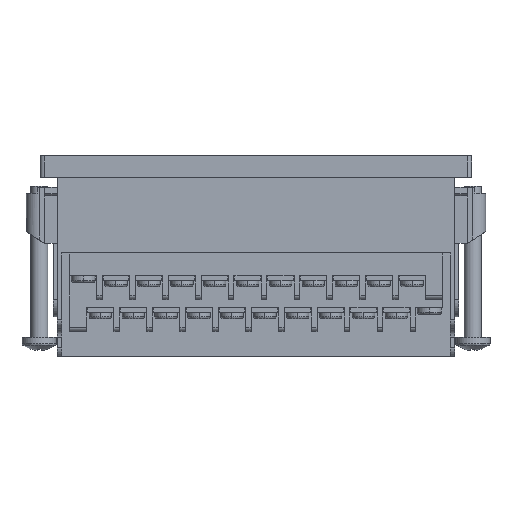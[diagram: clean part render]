
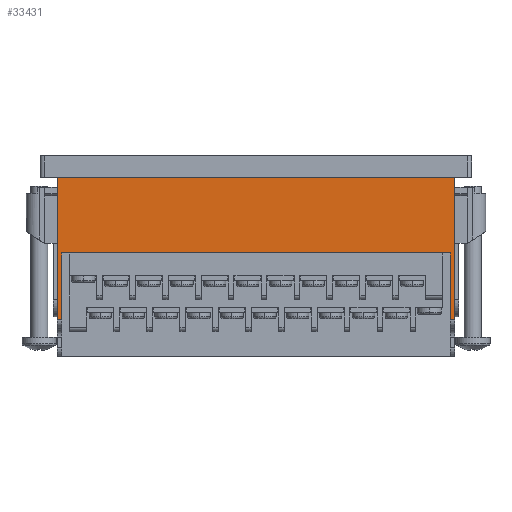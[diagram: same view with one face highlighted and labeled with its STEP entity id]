
A CAD part, front view. The second image highlights one B-rep face of the part: STEP entity #33431.
In plain terms, the highlighted planar face has unit normal (0, -1, 0).
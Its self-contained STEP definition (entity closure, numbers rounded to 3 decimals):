
#227 = DIRECTION ( 'NONE',  ( 0., 0., 1. ) ) ;
#1276 = VECTOR ( 'NONE', #25763, 1000. ) ;
#2300 = VECTOR ( 'NONE', #60189, 1000. ) ;
#2317 = ORIENTED_EDGE ( 'NONE', *, *, #47112, .F. ) ;
#3386 = VECTOR ( 'NONE', #29195, 1000. ) ;
#4356 = VERTEX_POINT ( 'NONE', #28005 ) ;
#5552 = CARTESIAN_POINT ( 'NONE',  ( -46., -46., -3. ) ) ;
#6006 = CARTESIAN_POINT ( 'NONE',  ( -46., -46., -38. ) ) ;
#6275 = VECTOR ( 'NONE', #31848, 1000. ) ;
#7589 = CARTESIAN_POINT ( 'NONE',  ( -45., -46., -46.5 ) ) ;
#9077 = ORIENTED_EDGE ( 'NONE', *, *, #46260, .F. ) ;
#9105 = EDGE_CURVE ( 'NONE', #10728, #57122, #51274, .T. ) ;
#10305 = VECTOR ( 'NONE', #46696, 1000. ) ;
#10728 = VERTEX_POINT ( 'NONE', #57435 ) ;
#11474 = VECTOR ( 'NONE', #12370, 1000. ) ;
#12370 = DIRECTION ( 'NONE',  ( 0., 0., -1. ) ) ;
#12789 = VECTOR ( 'NONE', #26458, 1000. ) ;
#15612 = CARTESIAN_POINT ( 'NONE',  ( 46., -46., -3. ) ) ;
#15776 = EDGE_LOOP ( 'NONE', ( #35958, #24187, #55267, #9077, #2317, #27182, #26585, #22764 ) ) ;
#19040 = CARTESIAN_POINT ( 'NONE',  ( 46., -46., -46.5 ) ) ;
#20256 = CARTESIAN_POINT ( 'NONE',  ( 45., -46., -22.5 ) ) ;
#20997 = VERTEX_POINT ( 'NONE', #20256 ) ;
#21036 = CARTESIAN_POINT ( 'NONE',  ( 46., -46., -22.5 ) ) ;
#22764 = ORIENTED_EDGE ( 'NONE', *, *, #53683, .F. ) ;
#22920 = LINE ( 'NONE', #55991, #10305 ) ;
#23818 = DIRECTION ( 'NONE',  ( 0., 0., 1. ) ) ;
#24187 = ORIENTED_EDGE ( 'NONE', *, *, #38000, .F. ) ;
#25763 = DIRECTION ( 'NONE',  ( -1., 0., 0. ) ) ;
#26057 = CARTESIAN_POINT ( 'NONE',  ( 45., -46., -38. ) ) ;
#26224 = VERTEX_POINT ( 'NONE', #15612 ) ;
#26458 = DIRECTION ( 'NONE',  ( 0., 0., 1. ) ) ;
#26585 = ORIENTED_EDGE ( 'NONE', *, *, #57769, .F. ) ;
#27182 = ORIENTED_EDGE ( 'NONE', *, *, #9105, .F. ) ;
#28005 = CARTESIAN_POINT ( 'NONE',  ( -45., -46., -22.5 ) ) ;
#28590 = DIRECTION ( 'NONE',  ( 0., 1., 0. ) ) ;
#28946 = CARTESIAN_POINT ( 'NONE',  ( 46., -46., -38. ) ) ;
#29195 = DIRECTION ( 'NONE',  ( 0., 0., 1. ) ) ;
#30483 = VECTOR ( 'NONE', #23818, 1000. ) ;
#31070 = CARTESIAN_POINT ( 'NONE',  ( 45., -46., -46.5 ) ) ;
#31527 = LINE ( 'NONE', #50680, #6275 ) ;
#31848 = DIRECTION ( 'NONE',  ( -1., 0., 0. ) ) ;
#32018 = LINE ( 'NONE', #19040, #30483 ) ;
#32795 = FACE_OUTER_BOUND ( 'NONE', #15776, .T. ) ;
#33431 = ADVANCED_FACE ( 'NONE', ( #32795 ), #37950, .F. ) ;
#35958 = ORIENTED_EDGE ( 'NONE', *, *, #55504, .F. ) ;
#37950 = PLANE ( 'NONE',  #47973 ) ;
#38000 = EDGE_CURVE ( 'NONE', #53482, #58803, #31527, .T. ) ;
#39090 = LINE ( 'NONE', #21036, #1276 ) ;
#39697 = LINE ( 'NONE', #57568, #3386 ) ;
#41186 = EDGE_CURVE ( 'NONE', #53482, #26224, #32018, .T. ) ;
#46260 = EDGE_CURVE ( 'NONE', #48735, #26224, #22920, .T. ) ;
#46696 = DIRECTION ( 'NONE',  ( 1., 0., 0. ) ) ;
#47112 = EDGE_CURVE ( 'NONE', #57122, #48735, #39697, .T. ) ;
#47973 = AXIS2_PLACEMENT_3D ( 'NONE', #56985, #28590, #227 ) ;
#48735 = VERTEX_POINT ( 'NONE', #5552 ) ;
#49274 = LINE ( 'NONE', #7589, #11474 ) ;
#50585 = LINE ( 'NONE', #31070, #12789 ) ;
#50680 = CARTESIAN_POINT ( 'NONE',  ( 46., -46., -38. ) ) ;
#51274 = LINE ( 'NONE', #55420, #2300 ) ;
#53482 = VERTEX_POINT ( 'NONE', #28946 ) ;
#53683 = EDGE_CURVE ( 'NONE', #20997, #4356, #39090, .T. ) ;
#55267 = ORIENTED_EDGE ( 'NONE', *, *, #41186, .T. ) ;
#55420 = CARTESIAN_POINT ( 'NONE',  ( 46., -46., -38. ) ) ;
#55504 = EDGE_CURVE ( 'NONE', #58803, #20997, #50585, .T. ) ;
#55991 = CARTESIAN_POINT ( 'NONE',  ( 48., -46., -3. ) ) ;
#56985 = CARTESIAN_POINT ( 'NONE',  ( 46., -46., -46.5 ) ) ;
#57122 = VERTEX_POINT ( 'NONE', #6006 ) ;
#57435 = CARTESIAN_POINT ( 'NONE',  ( -45., -46., -38. ) ) ;
#57568 = CARTESIAN_POINT ( 'NONE',  ( -46., -46., -46.5 ) ) ;
#57769 = EDGE_CURVE ( 'NONE', #4356, #10728, #49274, .T. ) ;
#58803 = VERTEX_POINT ( 'NONE', #26057 ) ;
#60189 = DIRECTION ( 'NONE',  ( -1., 0., 0. ) ) ;
